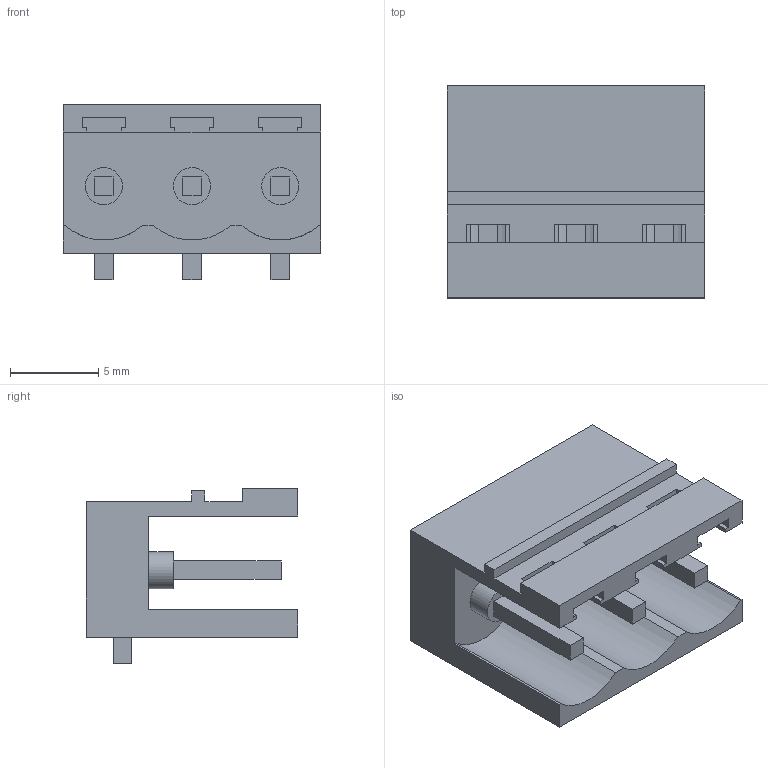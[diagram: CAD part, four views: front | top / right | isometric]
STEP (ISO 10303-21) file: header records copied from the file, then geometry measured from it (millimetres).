
FILE_DESCRIPTION(('CATIA V5 STEP Exchange','CAx-IF Rec.Pracs.--- Model Styling and Organization---1.4--- 2014-01-23'),'2;1');
FILE_NAME ('D1456384_1_1797630000_1797630000.stp','2022-05-10T09:26:40+00:00',('none'),('Weidmueller'),'CATIA Version 5-6 Release 2016 SP3 HF44','CATIA V5 STEP AP214','none');
FILE_SCHEMA(('AUTOMOTIVE_DESIGN { 1 0 10303 214 1 1 1 1 }'));
Length unit declared in the file: millimetre
Products named in the file (1): 1797630000
Bounding box: 14.6 x 12 x 9.93 mm (x, y, z)
Volume: 664.6 mm3; surface area: 1291.5 mm2
Topology: 4 solids, 4 shells, 100 faces, 298 edges, 200 vertices
Faces by surface type: plane 91, cylinder 9
Entity records: 3372 total; most frequent: CARTESIAN_POINT 634, ORIENTED_EDGE 596, DIRECTION 454, EDGE_CURVE 298, VECTOR 280, LINE 280, VERTEX_POINT 200, EDGE_LOOP 106
